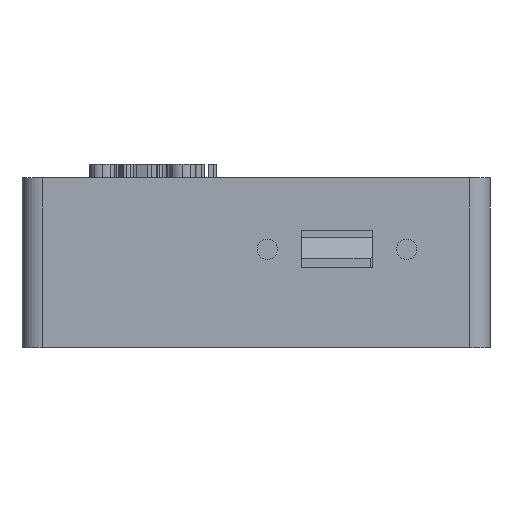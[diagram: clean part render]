
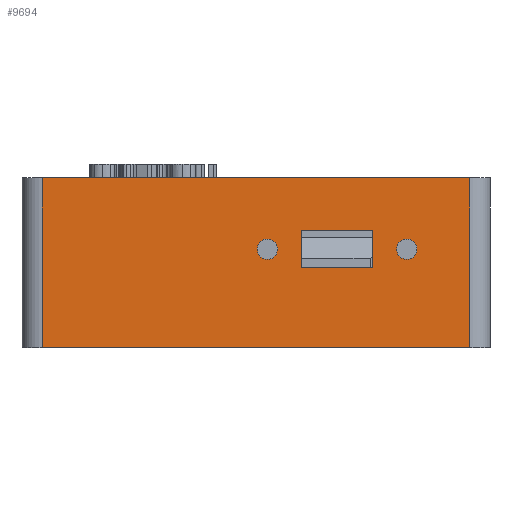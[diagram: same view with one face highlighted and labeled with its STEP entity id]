
A CAD part, front view. The second image highlights one B-rep face of the part: STEP entity #9694.
In plain terms, the highlighted planar face has unit normal (0, -1, 0).
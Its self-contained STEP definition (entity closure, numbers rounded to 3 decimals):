
#798=FACE_BOUND('',#1786,.T.);
#799=FACE_BOUND('',#1787,.T.);
#800=FACE_BOUND('',#1788,.T.);
#893=PLANE('',#10335);
#1216=FACE_OUTER_BOUND('',#1785,.T.);
#1785=EDGE_LOOP('',(#7053,#7054,#7055,#7056));
#1786=EDGE_LOOP('',(#7057));
#1787=EDGE_LOOP('',(#7058,#7059,#7060,#7061));
#1788=EDGE_LOOP('',(#7062));
#2339=LINE('',#12371,#3235);
#2349=LINE('',#12406,#3245);
#2351=LINE('',#12421,#3247);
#2389=LINE('',#12529,#3285);
#2392=LINE('',#12534,#3288);
#2394=LINE('',#12538,#3290);
#2396=LINE('',#12541,#3292);
#2443=LINE('',#12679,#3339);
#3235=VECTOR('',#10691,10.);
#3245=VECTOR('',#10723,10.);
#3247=VECTOR('',#10739,10.);
#3285=VECTOR('',#10851,10.);
#3288=VECTOR('',#10856,10.);
#3290=VECTOR('',#10860,10.);
#3292=VECTOR('',#10864,10.);
#3339=VECTOR('',#11023,10.);
#4143=CIRCLE('',#10275,1.5);
#4144=CIRCLE('',#10281,1.5);
#4229=VERTEX_POINT('',#12368);
#4230=VERTEX_POINT('',#12370);
#4244=VERTEX_POINT('',#12404);
#4250=VERTEX_POINT('',#12420);
#4281=VERTEX_POINT('',#12523);
#4282=VERTEX_POINT('',#12527);
#4283=VERTEX_POINT('',#12528);
#4284=VERTEX_POINT('',#12533);
#4285=VERTEX_POINT('',#12537);
#4286=VERTEX_POINT('',#12543);
#5226=EDGE_CURVE('',#4229,#4230,#2339,.T.);
#5244=EDGE_CURVE('',#4244,#4229,#2349,.T.);
#5251=EDGE_CURVE('',#4230,#4250,#2351,.T.);
#5304=EDGE_CURVE('',#4281,#4281,#4143,.T.);
#5306=EDGE_CURVE('',#4282,#4283,#2389,.T.);
#5309=EDGE_CURVE('',#4284,#4282,#2392,.T.);
#5311=EDGE_CURVE('',#4285,#4284,#2394,.T.);
#5313=EDGE_CURVE('',#4283,#4285,#2396,.T.);
#5314=EDGE_CURVE('',#4286,#4286,#4144,.T.);
#5379=EDGE_CURVE('',#4244,#4250,#2443,.T.);
#7053=ORIENTED_EDGE('',*,*,#5244,.F.);
#7054=ORIENTED_EDGE('',*,*,#5379,.T.);
#7055=ORIENTED_EDGE('',*,*,#5251,.F.);
#7056=ORIENTED_EDGE('',*,*,#5226,.F.);
#7057=ORIENTED_EDGE('',*,*,#5304,.T.);
#7058=ORIENTED_EDGE('',*,*,#5306,.T.);
#7059=ORIENTED_EDGE('',*,*,#5313,.T.);
#7060=ORIENTED_EDGE('',*,*,#5311,.T.);
#7061=ORIENTED_EDGE('',*,*,#5309,.T.);
#7062=ORIENTED_EDGE('',*,*,#5314,.T.);
#9694=ADVANCED_FACE('',(#1216,#798,#799,#800),#893,.T.);
#10275=AXIS2_PLACEMENT_3D('',#12524,#10846,#10847);
#10281=AXIS2_PLACEMENT_3D('',#12544,#10867,#10868);
#10335=AXIS2_PLACEMENT_3D('',#12678,#11021,#11022);
#10691=DIRECTION('',(1.,0.,0.));
#10723=DIRECTION('',(0.,0.,1.));
#10739=DIRECTION('',(0.,0.,-1.));
#10846=DIRECTION('center_axis',(0.,1.,0.));
#10847=DIRECTION('ref_axis',(1.,0.,0.));
#10851=DIRECTION('',(1.,0.,0.));
#10856=DIRECTION('',(0.,0.,1.));
#10860=DIRECTION('',(-1.,0.,0.));
#10864=DIRECTION('',(0.,0.,-1.));
#10867=DIRECTION('center_axis',(0.,1.,0.));
#10868=DIRECTION('ref_axis',(1.,0.,0.));
#11021=DIRECTION('center_axis',(0.,-1.,0.));
#11022=DIRECTION('ref_axis',(1.,0.,0.));
#11023=DIRECTION('',(1.,0.,0.));
#12368=CARTESIAN_POINT('',(-31.43,-51.5,25.));
#12370=CARTESIAN_POINT('',(31.43,-51.5,25.));
#12371=CARTESIAN_POINT('',(-34.43,-51.5,25.));
#12404=CARTESIAN_POINT('',(-31.43,-51.5,0.));
#12406=CARTESIAN_POINT('',(-31.43,-51.5,0.));
#12420=CARTESIAN_POINT('',(31.43,-51.5,0.));
#12421=CARTESIAN_POINT('',(31.43,-51.5,0.));
#12523=CARTESIAN_POINT('',(0.18,-51.5,14.5));
#12524=CARTESIAN_POINT('Origin',(1.68,-51.5,14.5));
#12527=CARTESIAN_POINT('',(6.68,-51.5,17.25));
#12528=CARTESIAN_POINT('',(17.18,-51.5,17.25));
#12529=CARTESIAN_POINT('',(-13.875,-51.5,17.25));
#12533=CARTESIAN_POINT('',(6.68,-51.5,11.75));
#12534=CARTESIAN_POINT('',(6.68,-51.5,5.875));
#12537=CARTESIAN_POINT('',(17.18,-51.5,11.75));
#12538=CARTESIAN_POINT('',(-8.625,-51.5,11.75));
#12541=CARTESIAN_POINT('',(17.18,-51.5,8.625));
#12543=CARTESIAN_POINT('',(20.68,-51.5,14.5));
#12544=CARTESIAN_POINT('Origin',(22.18,-51.5,14.5));
#12678=CARTESIAN_POINT('Origin',(-34.43,-51.5,0.));
#12679=CARTESIAN_POINT('',(-34.43,-51.5,0.));
